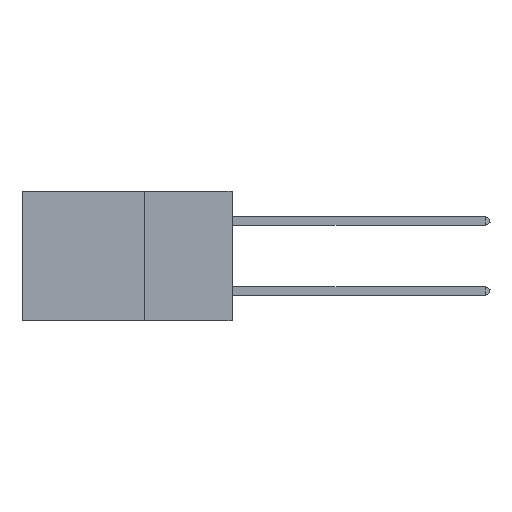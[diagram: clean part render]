
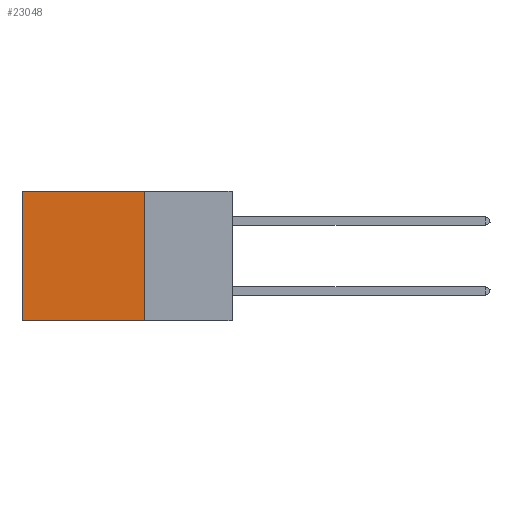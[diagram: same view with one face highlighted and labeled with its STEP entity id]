
A CAD part, left-side view. The second image highlights one B-rep face of the part: STEP entity #23048.
In plain terms, the highlighted planar face has unit normal (-1, 0, 0).
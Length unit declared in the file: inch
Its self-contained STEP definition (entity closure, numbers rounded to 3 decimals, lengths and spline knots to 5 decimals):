
#699 = VECTOR ( 'NONE', #5895, 39.37008 ) ;
#1397 = CARTESIAN_POINT ( 'NONE',  ( 0.2875, 0.25, 0. ) ) ;
#1867 = ORIENTED_EDGE ( 'NONE', *, *, #12967, .F. ) ;
#2450 = VECTOR ( 'NONE', #23379, 39.37008 ) ;
#3215 = PLANE ( 'NONE',  #18729 ) ;
#4505 = CARTESIAN_POINT ( 'NONE',  ( 0.2875, 0.6, 0. ) ) ;
#5175 = DIRECTION ( 'NONE',  ( 0., 0., -1. ) ) ;
#5288 = CARTESIAN_POINT ( 'NONE',  ( 0.2875, 0.6, -0.37 ) ) ;
#5895 = DIRECTION ( 'NONE',  ( 0., 1., 0. ) ) ;
#7081 = CARTESIAN_POINT ( 'NONE',  ( 0.2875, 0.25, 0. ) ) ;
#7206 = EDGE_CURVE ( 'NONE', #19295, #9998, #9004, .T. ) ;
#7410 = LINE ( 'NONE', #7081, #2450 ) ;
#8303 = VERTEX_POINT ( 'NONE', #20457 ) ;
#8700 = CARTESIAN_POINT ( 'NONE',  ( 0.2875, 0.6, 0. ) ) ;
#9004 = LINE ( 'NONE', #4505, #14454 ) ;
#9039 = VERTEX_POINT ( 'NONE', #20593 ) ;
#9998 = VERTEX_POINT ( 'NONE', #5288 ) ;
#10268 = VECTOR ( 'NONE', #20586, 39.37008 ) ;
#10603 = LINE ( 'NONE', #13208, #699 ) ;
#11956 = FACE_OUTER_BOUND ( 'NONE', #21191, .T. ) ;
#12967 = EDGE_CURVE ( 'NONE', #8303, #9039, #7410, .T. ) ;
#13208 = CARTESIAN_POINT ( 'NONE',  ( 0.2875, 0.25, 0. ) ) ;
#13356 = CARTESIAN_POINT ( 'NONE',  ( 0.2875, 0.25, -0.37 ) ) ;
#13794 = ORIENTED_EDGE ( 'NONE', *, *, #16123, .F. ) ;
#14078 = ORIENTED_EDGE ( 'NONE', *, *, #7206, .T. ) ;
#14385 = EDGE_CURVE ( 'NONE', #8303, #19295, #10603, .T. ) ;
#14454 = VECTOR ( 'NONE', #15402, 39.37008 ) ;
#15402 = DIRECTION ( 'NONE',  ( 0., 0., -1. ) ) ;
#16123 = EDGE_CURVE ( 'NONE', #9039, #9998, #19875, .T. ) ;
#16136 = DIRECTION ( 'NONE',  ( 1., 0., 0. ) ) ;
#18729 = AXIS2_PLACEMENT_3D ( 'NONE', #1397, #16136, #5175 ) ;
#19040 = ORIENTED_EDGE ( 'NONE', *, *, #14385, .T. ) ;
#19295 = VERTEX_POINT ( 'NONE', #8700 ) ;
#19875 = LINE ( 'NONE', #13356, #10268 ) ;
#20457 = CARTESIAN_POINT ( 'NONE',  ( 0.2875, 0.25, 0. ) ) ;
#20586 = DIRECTION ( 'NONE',  ( 0., 1., 0. ) ) ;
#20593 = CARTESIAN_POINT ( 'NONE',  ( 0.2875, 0.25, -0.37 ) ) ;
#21191 = EDGE_LOOP ( 'NONE', ( #14078, #13794, #1867, #19040 ) ) ;
#23048 = ADVANCED_FACE ( 'NONE', ( #11956 ), #3215, .F. ) ;
#23379 = DIRECTION ( 'NONE',  ( 0., 0., -1. ) ) ;
